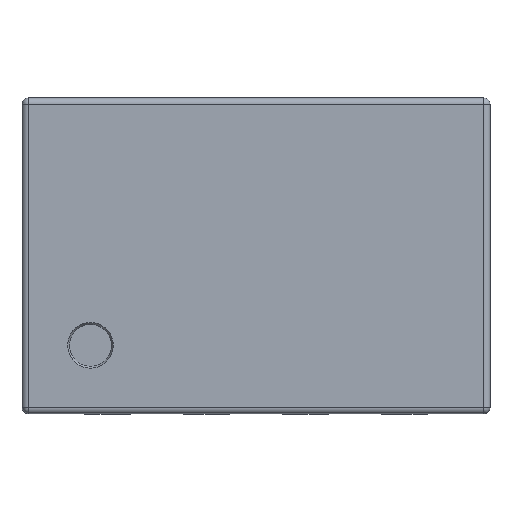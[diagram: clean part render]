
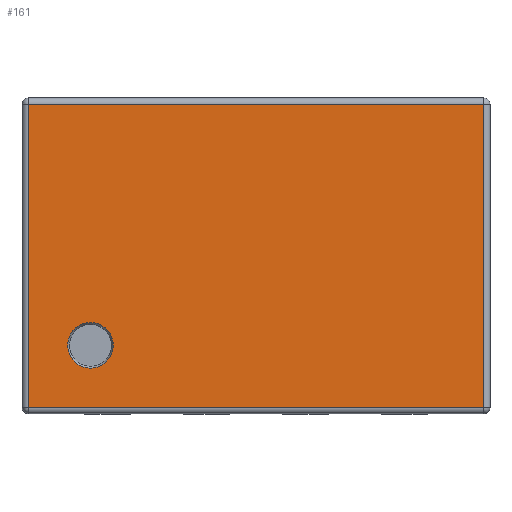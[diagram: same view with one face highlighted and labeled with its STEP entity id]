
A CAD part, top view. The second image highlights one B-rep face of the part: STEP entity #161.
In plain terms, the highlighted planar face has unit normal (0, 0, 1).
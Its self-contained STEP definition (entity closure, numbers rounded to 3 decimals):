
#161=ADVANCED_FACE('',(#1787,#1789),#1791,.T.);
#1787=FACE_BOUND('',#1788,.T.);
#1788=EDGE_LOOP('',(#3055,#3056,#3057,#3058));
#1789=FACE_BOUND('',#1790,.T.);
#1790=EDGE_LOOP('',(#3059));
#1791=PLANE('',#1792);
#1792=AXIS2_PLACEMENT_3D('',#1793,#1794,#1795);
#1793=CARTESIAN_POINT('',(0.,0.,0.83));
#1794=DIRECTION('',(0.,0.,1.));
#1795=DIRECTION('',(1.,0.,0.));
#3055=ORIENTED_EDGE('',*,*,#3941,.T.);
#3056=ORIENTED_EDGE('',*,*,#3942,.T.);
#3057=ORIENTED_EDGE('',*,*,#3943,.T.);
#3058=ORIENTED_EDGE('',*,*,#3944,.T.);
#3059=ORIENTED_EDGE('',*,*,#3945,.T.);
#3941=EDGE_CURVE('',#4405,#4406,#4407,.T.);
#3942=EDGE_CURVE('',#4406,#4408,#4409,.T.);
#3943=EDGE_CURVE('',#4408,#4410,#4411,.T.);
#3944=EDGE_CURVE('',#4410,#4405,#4412,.T.);
#3945=EDGE_CURVE('',#4413,#4413,#4414,.F.);
#4405=VERTEX_POINT('',#5228);
#4406=VERTEX_POINT('',#5229);
#4407=LINE('',#5230,#5231);
#4408=VERTEX_POINT('',#5233);
#4409=LINE('',#5234,#5235);
#4410=VERTEX_POINT('',#5237);
#4411=LINE('',#5238,#5239);
#4412=LINE('',#5241,#5242);
#4413=VERTEX_POINT('',#5244);
#4414=CIRCLE('',#5245,0.15);
#5228=CARTESIAN_POINT('',(1.496,0.996,0.83));
#5229=CARTESIAN_POINT('',(-1.496,0.996,0.83));
#5230=CARTESIAN_POINT('',(1.496,0.996,0.83));
#5231=VECTOR('',#5232,1.);
#5232=DIRECTION('',(-1.,0.,0.));
#5233=CARTESIAN_POINT('',(-1.496,-0.996,0.83));
#5234=CARTESIAN_POINT('',(-1.496,0.996,0.83));
#5235=VECTOR('',#5236,1.);
#5236=DIRECTION('',(0.,-1.,0.));
#5237=CARTESIAN_POINT('',(1.496,-0.996,0.83));
#5238=CARTESIAN_POINT('',(-1.496,-0.996,0.83));
#5239=VECTOR('',#5240,1.);
#5240=DIRECTION('',(1.,0.,0.));
#5241=CARTESIAN_POINT('',(1.496,-0.996,0.83));
#5242=VECTOR('',#5243,1.);
#5243=DIRECTION('',(0.,1.,0.));
#5244=CARTESIAN_POINT('',(-0.938,-0.588,0.83));
#5245=AXIS2_PLACEMENT_3D('',#5246,#5247,#5248);
#5246=CARTESIAN_POINT('',(-1.088,-0.588,0.83));
#5247=DIRECTION('',(0.,0.,1.));
#5248=DIRECTION('',(1.,0.,0.));
